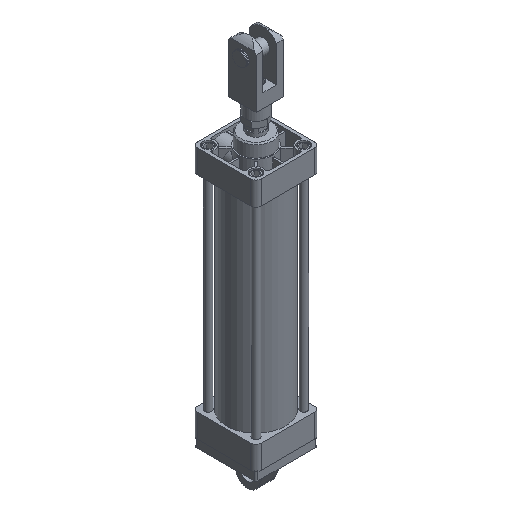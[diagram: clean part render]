
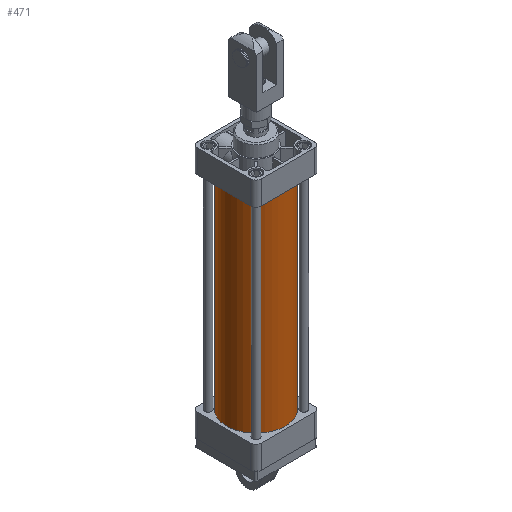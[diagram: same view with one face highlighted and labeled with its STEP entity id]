
A CAD part, isometric view. The second image highlights one B-rep face of the part: STEP entity #471.
In plain terms, the highlighted cylindrical face has radius 34.5 mm (diameter 69 mm), a full revolution.
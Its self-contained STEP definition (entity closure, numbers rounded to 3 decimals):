
#471 = ADVANCED_FACE( '', ( #1217, #1218 ), #1219, .T. );
#1217 = FACE_OUTER_BOUND( '', #2212, .T. );
#1218 = FACE_OUTER_BOUND( '', #2213, .T. );
#1219 = CYLINDRICAL_SURFACE( '', #2214, 34.5 );
#2212 = EDGE_LOOP( '', ( #4271, #4272 ) );
#2213 = EDGE_LOOP( '', ( #4273, #4274 ) );
#2214 = AXIS2_PLACEMENT_3D( '', #4275, #4276, #4277 );
#4271 = ORIENTED_EDGE( '', *, *, #5959, .F. );
#4272 = ORIENTED_EDGE( '', *, *, #6181, .F. );
#4273 = ORIENTED_EDGE( '', *, *, #6182, .F. );
#4274 = ORIENTED_EDGE( '', *, *, #5947, .T. );
#4275 = CARTESIAN_POINT( '', ( 0., 0., 120.5 ) );
#4276 = DIRECTION( '', ( 0., 0., 1. ) );
#4277 = DIRECTION( '', ( -1., 0., 0. ) );
#5947 = EDGE_CURVE( '', #7151, #7152, #7153, .T. );
#5959 = EDGE_CURVE( '', #7175, #7176, #7177, .T. );
#6181 = EDGE_CURVE( '', #7176, #7175, #7546, .T. );
#6182 = EDGE_CURVE( '', #7151, #7152, #7547, .T. );
#7151 = VERTEX_POINT( '', #8942 );
#7152 = VERTEX_POINT( '', #8943 );
#7153 = CIRCLE( '', #8944, 34.5 );
#7175 = VERTEX_POINT( '', #8973 );
#7176 = VERTEX_POINT( '', #8974 );
#7177 = B_SPLINE_CURVE_WITH_KNOTS( '', 3, ( #8975, #8976, #8977, #8978, #8979, #8980, #8981, #8982, #8983, #8984 ), .UNSPECIFIED., .F., .F., ( 4, 2, 2, 2, 4 ), ( 0., 0.004, 0.005, 0.006, 0.007 ), .UNSPECIFIED. );
#7546 = CIRCLE( '', #9686, 34.5 );
#7547 = B_SPLINE_CURVE_WITH_KNOTS( '', 3, ( #9687, #9688, #9689, #9690, #9691, #9692, #9693, #9694, #9695, #9696 ), .UNSPECIFIED., .F., .F., ( 4, 2, 2, 2, 4 ), ( 0., 0.004, 0.005, 0.006, 0.007 ), .UNSPECIFIED. );
#8942 = CARTESIAN_POINT( '', ( -10.571, 32.841, -120.5 ) );
#8943 = CARTESIAN_POINT( '', ( -3.429, 34.329, -120.5 ) );
#8944 = AXIS2_PLACEMENT_3D( '', #11243, #11244, #11245 );
#8973 = CARTESIAN_POINT( '', ( -3.429, 34.329, 120.5 ) );
#8974 = CARTESIAN_POINT( '', ( -10.571, 32.841, 120.5 ) );
#8975 = CARTESIAN_POINT( '', ( -3.429, 34.329, 120.5 ) );
#8976 = CARTESIAN_POINT( '', ( -4.619, 34.21, 120.16 ) );
#8977 = CARTESIAN_POINT( '', ( -5.819, 34.028, 119.997 ) );
#8978 = CARTESIAN_POINT( '', ( -7.33, 33.714, 120.001 ) );
#8979 = CARTESIAN_POINT( '', ( -7.633, 33.646, 120.012 ) );
#8980 = CARTESIAN_POINT( '', ( -8.235, 33.504, 120.055 ) );
#8981 = CARTESIAN_POINT( '', ( -8.533, 33.43, 120.087 ) );
#8982 = CARTESIAN_POINT( '', ( -9.419, 33.195, 120.213 ) );
#8983 = CARTESIAN_POINT( '', ( -10., 33.024, 120.337 ) );
#8984 = CARTESIAN_POINT( '', ( -10.571, 32.841, 120.5 ) );
#9686 = AXIS2_PLACEMENT_3D( '', #11601, #11602, #11603 );
#9687 = CARTESIAN_POINT( '', ( -10.571, 32.841, -120.5 ) );
#9688 = CARTESIAN_POINT( '', ( -9.43, 33.208, -120.174 ) );
#9689 = CARTESIAN_POINT( '', ( -8.257, 33.52, -120.005 ) );
#9690 = CARTESIAN_POINT( '', ( -6.747, 33.835, -119.999 ) );
#9691 = CARTESIAN_POINT( '', ( -6.441, 33.895, -120.008 ) );
#9692 = CARTESIAN_POINT( '', ( -5.833, 34.005, -120.049 ) );
#9693 = CARTESIAN_POINT( '', ( -5.53, 34.055, -120.08 ) );
#9694 = CARTESIAN_POINT( '', ( -4.624, 34.194, -120.204 ) );
#9695 = CARTESIAN_POINT( '', ( -4.024, 34.27, -120.33 ) );
#9696 = CARTESIAN_POINT( '', ( -3.429, 34.329, -120.5 ) );
#11243 = CARTESIAN_POINT( '', ( 0., 0., -120.5 ) );
#11244 = DIRECTION( '', ( 0., 0., 1. ) );
#11245 = DIRECTION( '', ( 1., 0., 0. ) );
#11601 = CARTESIAN_POINT( '', ( 0., 0., 120.5 ) );
#11602 = DIRECTION( '', ( 0., 0., 1. ) );
#11603 = DIRECTION( '', ( 1., 0., 0. ) );
